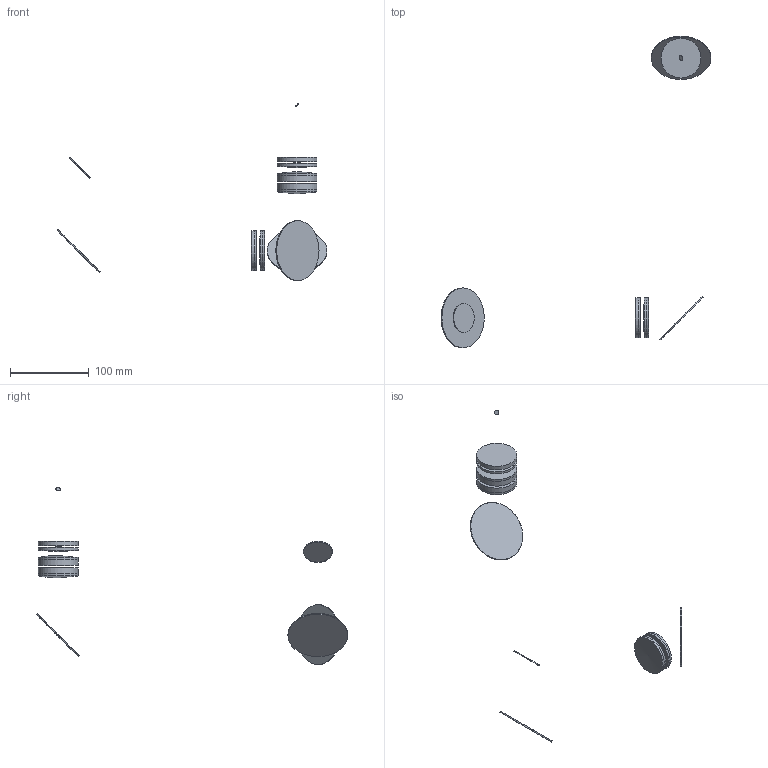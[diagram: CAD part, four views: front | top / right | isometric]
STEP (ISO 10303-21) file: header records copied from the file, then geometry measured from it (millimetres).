
FILE_DESCRIPTION(('STEP AP214'),'1');
FILE_NAME('excitation_twinkle.stp','2024-07-21T20:02:52',(' '),('ZEMAX'),'Spatial InterOp 3D',' ',' ');
FILE_SCHEMA(('AUTOMOTIVE_DESIGN { 1 0 10303 214 1 1 1 1 }'));
Length unit declared in the file: millimetre
Products named in the file (16): excitation_twinkle.ZMX; surfaces 14,15; surfaces 12,13; surfaces 9,10; surfaces 7,8; surfaces 11,12; mirror 21; mirror 18; surfaces 15,16; mirror 4; surfaces 24,25; surfaces 28,29; surfaces 34,35; surfaces 23,24; surfaces 27,28; mirror 32
Assembly tree (15 placements, depth 2):
  excitation_twinkle.ZMX
    surfaces 14,15
    surfaces 12,13
    surfaces 9,10
    surfaces 7,8
    surfaces 11,12
    mirror 21
    mirror 18
    surfaces 15,16
    mirror 4
    surfaces 24,25
    surfaces 28,29
    surfaces 34,35
    surfaces 23,24
    surfaces 27,28
    mirror 32
Bounding box: 343.62 x 396.72 x 225.44 mm (x, y, z)
Volume: 111213.4 mm3; surface area: 77932.5 mm2
Topology: 15 solids, 15 shells, 46 faces, 105 edges, 71 vertices
Faces by surface type: sphere 19, cylinder 15, plane 12
Full cylindrical faces by diameter (mm): 6.208 x1, 37.088 x1, 50.8 x10, 76.2 x3
Entity records: 1131 total; most frequent: DIRECTION 190, CARTESIAN_POINT 128, AXIS2_PLACEMENT_3D 95, ORIENTED_EDGE 66, EDGE_LOOP 62, ADVANCED_FACE 46, EDGE_CURVE 33, VERTEX_POINT 33
